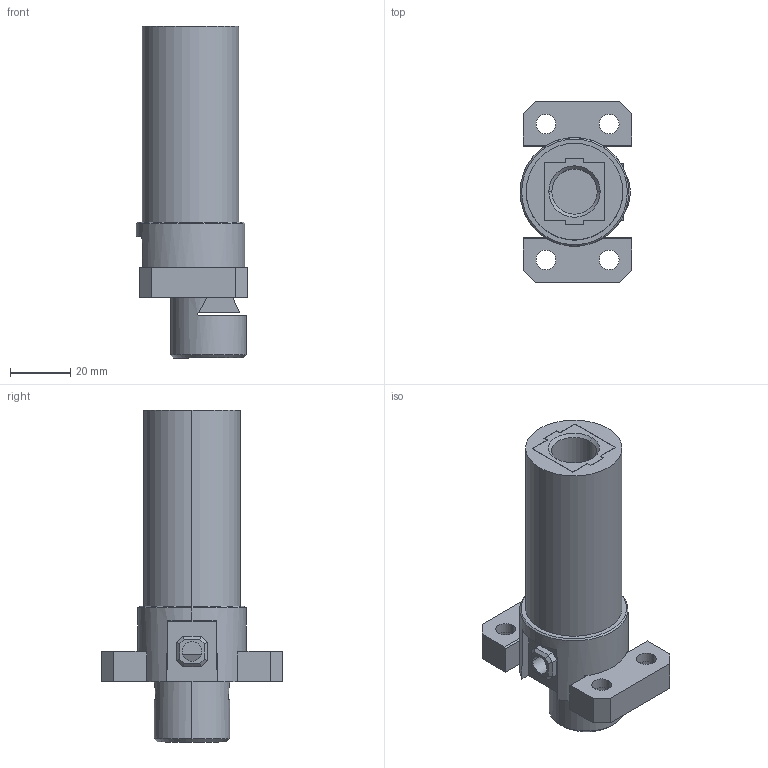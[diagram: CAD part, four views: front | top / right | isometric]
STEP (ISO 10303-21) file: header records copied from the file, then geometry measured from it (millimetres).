
FILE_DESCRIPTION (( 'STEP AP214' ), '1' );
FILE_NAME ('ŠJŽ¦—p_SQ03.STEP', '2017-06-23T09:41:25', ( '' ), ( '' ), 'SwSTEP 2.0', 'SolidWorks 2016', '' );
FILE_SCHEMA (( 'AUTOMOTIVE_DESIGN' ));
Length unit declared in the file: millimetre
Products named in the file (6): 開示用_SQ03_04_Keyblock; 開示用_SQ03_02_Slidecore; 開示用_SQ03_03_Holdcore; 開示用_SQ3_05_Pullerblock; 開示用_SQ03; 開示用_SQ03_01_Holder
Assembly tree (5 placements, depth 2):
  開示用_SQ03
    開示用_SQ03_01_Holder
    開示用_SQ03_02_Slidecore
    開示用_SQ03_03_Holdcore
    開示用_SQ03_04_Keyblock
    開示用_SQ3_05_Pullerblock
Bounding box: 37 x 60 x 110 mm (x, y, z)
Volume: 80632.9 mm3; surface area: 34902.8 mm2
Topology: 6 solids, 6 shells, 169 faces, 424 edges, 278 vertices
Faces by surface type: plane 122, cylinder 41, cone 6
Entity records: 7131 total; most frequent: CARTESIAN_POINT 913, DIRECTION 862, ORIENTED_EDGE 848, EDGE_CURVE 424, VECTOR 324, LINE 324, VERTEX_POINT 278, AXIS2_PLACEMENT_3D 269
